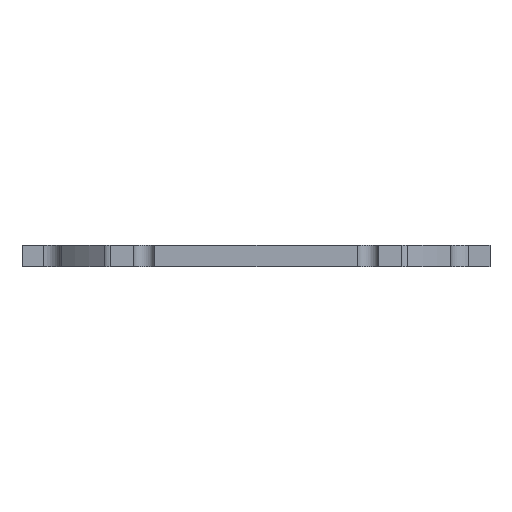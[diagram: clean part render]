
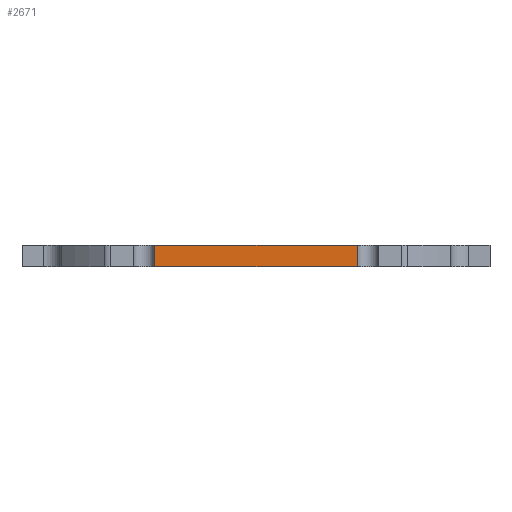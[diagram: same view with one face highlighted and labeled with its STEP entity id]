
A CAD part, left-side view. The second image highlights one B-rep face of the part: STEP entity #2671.
In plain terms, the highlighted planar face has unit normal (-1, 0, 0).
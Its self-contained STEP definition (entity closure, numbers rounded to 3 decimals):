
#441=FACE_OUTER_BOUND('',#641,.T.);
#641=EDGE_LOOP('',(#2417,#2418,#2419,#2420));
#709=LINE('',#3921,#925);
#742=LINE('',#4121,#958);
#879=LINE('',#4550,#1095);
#880=LINE('',#4552,#1096);
#925=VECTOR('',#3083,19.);
#958=VECTOR('',#3258,19.);
#1095=VECTOR('',#3743,2.);
#1096=VECTOR('',#3746,2.);
#1157=VERTEX_POINT('',#3918);
#1158=VERTEX_POINT('',#3920);
#1253=VERTEX_POINT('',#4118);
#1254=VERTEX_POINT('',#4120);
#1425=EDGE_CURVE('',#1157,#1158,#709,.T.);
#1525=EDGE_CURVE('',#1254,#1253,#742,.T.);
#1739=EDGE_CURVE('',#1158,#1253,#879,.T.);
#1740=EDGE_CURVE('',#1157,#1254,#880,.T.);
#2417=ORIENTED_EDGE('',*,*,#1425,.F.);
#2418=ORIENTED_EDGE('',*,*,#1740,.T.);
#2419=ORIENTED_EDGE('',*,*,#1525,.T.);
#2420=ORIENTED_EDGE('',*,*,#1739,.F.);
#2550=PLANE('',#2971);
#2671=ADVANCED_FACE('',(#441),#2550,.T.);
#2971=AXIS2_PLACEMENT_3D('',#4551,#3744,#3745);
#3083=DIRECTION('',(0.,1.,0.));
#3258=DIRECTION('',(0.,1.,0.));
#3743=DIRECTION('',(0.,0.,1.));
#3744=DIRECTION('center_axis',(-1.,0.,0.));
#3745=DIRECTION('ref_axis',(0.,1.,0.));
#3746=DIRECTION('',(0.,0.,1.));
#3918=CARTESIAN_POINT('',(-22.,-9.5,0.));
#3920=CARTESIAN_POINT('',(-22.,9.5,0.));
#3921=CARTESIAN_POINT('',(-22.,-4.75,0.));
#4118=CARTESIAN_POINT('',(-22.,9.5,2.));
#4120=CARTESIAN_POINT('',(-22.,-9.5,2.));
#4121=CARTESIAN_POINT('',(-22.,-4.75,2.));
#4550=CARTESIAN_POINT('',(-22.,9.5,2.));
#4551=CARTESIAN_POINT('Origin',(-22.,-9.5,2.));
#4552=CARTESIAN_POINT('',(-22.,-9.5,2.));
